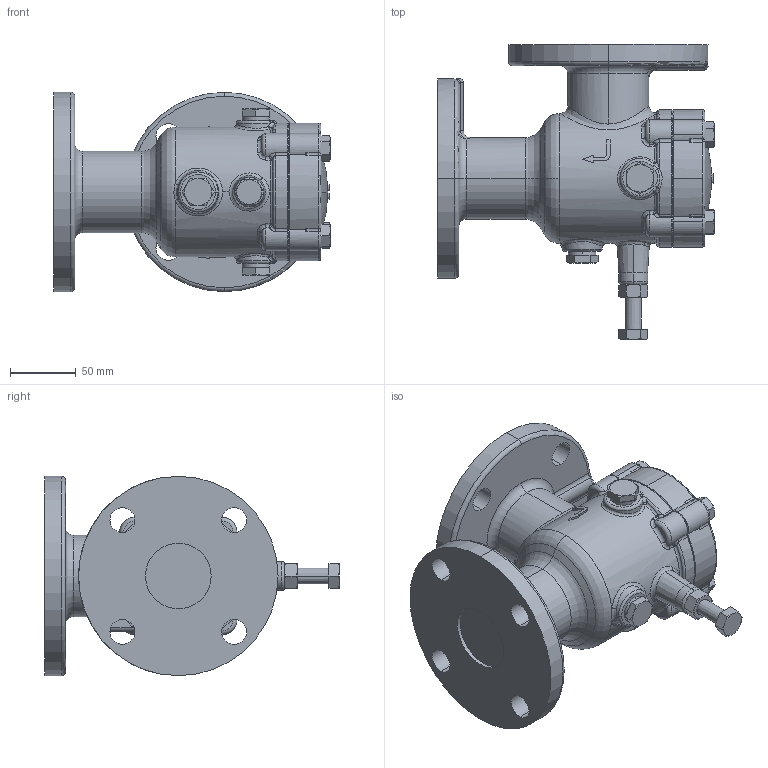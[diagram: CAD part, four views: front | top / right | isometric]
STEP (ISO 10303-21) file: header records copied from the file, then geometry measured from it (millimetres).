
FILE_DESCRIPTION (( 'STEP AP214' ), '1' );
FILE_NAME ('SD-2in_2in-125Lb.STEP', '2017-09-14T19:57:03', ( '' ), ( '' ), 'SwSTEP 2.0', 'SolidWorks 2013', '' );
FILE_SCHEMA (( 'AUTOMOTIVE_DESIGN' ));
Length unit declared in the file: inch
Products named in the file (4): X3SD-2in_2in-125Lb; X2SD-2in_2in-125Lb; X1SD-2in_2in-125Lb; SD-2in_2in-125Lb
Assembly tree (3 placements, depth 2):
  SD-2in_2in-125Lb
    X1SD-2in_2in-125Lb
    X2SD-2in_2in-125Lb
    X3SD-2in_2in-125Lb
Bounding box: 210.7 x 224.86 x 152 mm (x, y, z)
Volume: 1939736 mm3; surface area: 186697.9 mm2
Topology: 3 solids, 9 shells, 678 faces, 1671 edges, 1002 vertices
Faces by surface type: plane 260, cylinder 130, cone 121, bspline 87, torus 60, sphere 20
Entity records: 27710 total; most frequent: CARTESIAN_POINT 12241, ORIENTED_EDGE 3288, DIRECTION 3190, EDGE_CURVE 1644, AXIS2_PLACEMENT_3D 1366, VERTEX_POINT 1001, CIRCLE 769, EDGE_LOOP 719
